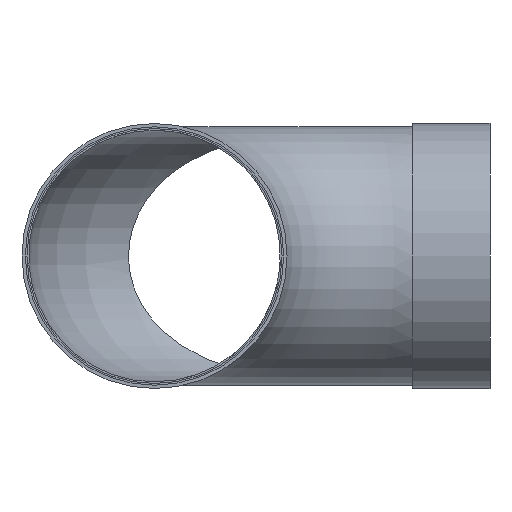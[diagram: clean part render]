
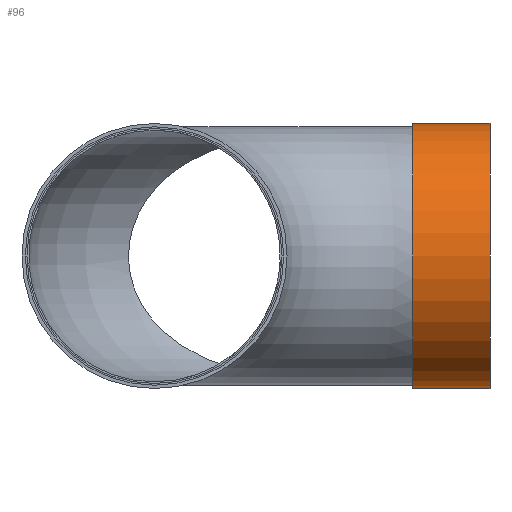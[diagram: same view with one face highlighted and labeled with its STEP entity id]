
A CAD part, left-side view. The second image highlights one B-rep face of the part: STEP entity #96.
In plain terms, the highlighted cylindrical face has radius 71.8 mm (diameter 143.6 mm), a full revolution.
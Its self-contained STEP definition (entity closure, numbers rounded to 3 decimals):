
#96 = ADVANCED_FACE( '', ( #199, #200 ), #201, .T. );
#199 = FACE_OUTER_BOUND( '', #305, .T. );
#200 = FACE_OUTER_BOUND( '', #306, .T. );
#201 = CYLINDRICAL_SURFACE( '', #307, 71.8 );
#305 = EDGE_LOOP( '', ( #432 ) );
#306 = EDGE_LOOP( '', ( #433 ) );
#307 = AXIS2_PLACEMENT_3D( '', #434, #435, #436 );
#432 = ORIENTED_EDGE( '', *, *, #505, .T. );
#433 = ORIENTED_EDGE( '', *, *, #534, .F. );
#434 = CARTESIAN_POINT( '', ( 0., 0., 0. ) );
#435 = DIRECTION( '', ( 0., 1., 0. ) );
#436 = DIRECTION( '', ( 0., 0., -1. ) );
#505 = EDGE_CURVE( '', #563, #563, #564, .T. );
#534 = EDGE_CURVE( '', #606, #606, #607, .T. );
#563 = VERTEX_POINT( '', #773 );
#564 = CIRCLE( '', #774, 71.8 );
#606 = VERTEX_POINT( '', #1279 );
#607 = CIRCLE( '', #1280, 71.8 );
#773 = CARTESIAN_POINT( '', ( 0., 41.8, -71.8 ) );
#774 = AXIS2_PLACEMENT_3D( '', #1447, #1448, #1449 );
#1279 = CARTESIAN_POINT( '', ( 0., 0., -71.8 ) );
#1280 = AXIS2_PLACEMENT_3D( '', #1486, #1487, #1488 );
#1447 = CARTESIAN_POINT( '', ( 0., 41.8, 0. ) );
#1448 = DIRECTION( '', ( 0., -1., 0. ) );
#1449 = DIRECTION( '', ( 0., 0., -1. ) );
#1486 = CARTESIAN_POINT( '', ( 0., 0., 0. ) );
#1487 = DIRECTION( '', ( 0., -1., 0. ) );
#1488 = DIRECTION( '', ( 0., 0., -1. ) );
